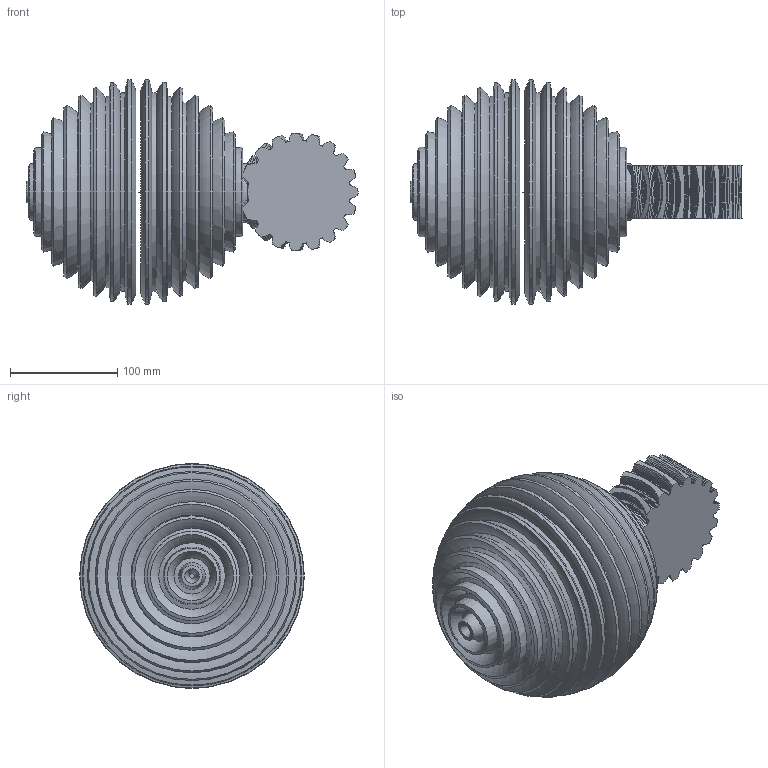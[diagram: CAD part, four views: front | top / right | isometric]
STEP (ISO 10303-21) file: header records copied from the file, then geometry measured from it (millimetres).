
FILE_DESCRIPTION (( 'STEP AP203' ), '1' );
FILE_NAME ('Ñáîðêà2.STEP', '2021-09-19T10:10:15', ( 'user' ), ( '' ), 'SwSTEP 2.0', 'SolidWorks 2021', '' );
FILE_SCHEMA (( 'CONFIG_CONTROL_DESIGN' ));
Length unit declared in the file: millimetre
Products named in the file (3): 栖闉罻2; 櫻蠉錪3; 櫻蠉錪2
Assembly tree (2 placements, depth 2):
  栖闉罻2
    櫻蠉錪2
    櫻蠉錪3
Bounding box: 309.78 x 209.58 x 209.58 mm (x, y, z)
Volume: 4513016.6 mm3; surface area: 295371.8 mm2
Topology: 2 solids, 2 shells, 729 faces, 1808 edges, 1205 vertices
Faces by surface type: torus 476, sphere 232, cylinder 19, plane 2
Entity records: 29471 total; most frequent: CARTESIAN_POINT 13696, ORIENTED_EDGE 3522, DIRECTION 2658, EDGE_CURVE 1761, AXIS2_PLACEMENT_3D 1329, VERTEX_POINT 1201, B_SPLINE_CURVE_WITH_KNOTS 1166, EDGE_LOOP 894
